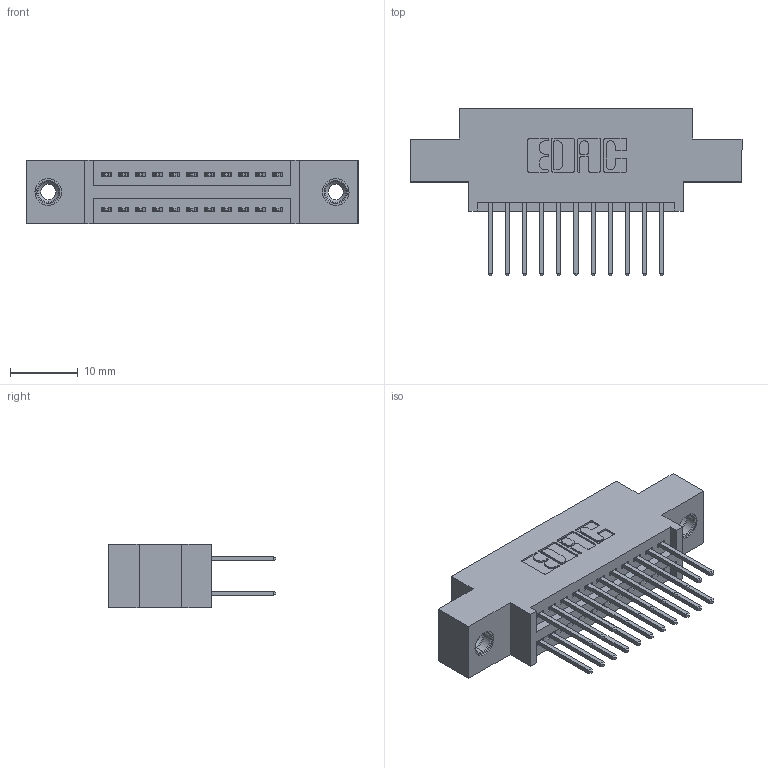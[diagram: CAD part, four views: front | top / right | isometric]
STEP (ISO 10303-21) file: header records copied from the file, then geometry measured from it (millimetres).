
FILE_DESCRIPTION (( 'STEP AP203' ), '1' );
FILE_NAME ('345-022-523-808.STEP', '2018-08-20T22:17:44', ( '' ), ( '' ), 'SwSTEP 2.0', 'SolidWorks 2016', '' );
FILE_SCHEMA (( 'CONFIG_CONTROL_DESIGN' ));
Length unit declared in the file: inch
Products named in the file (4): 345 Part_0.170 Offset - 0.156 Dia-TI; 345-292-001_345-293-123; 345-250-001_345-250-003-102; 345-022-523-808
Assembly tree (25 placements, depth 2):
  345-022-523-808
    345 Part_0.170 Offset - 0.156 Dia-TI
    345-292-001_345-293-123  x22
    345-250-001_345-250-003-102  x2
Bounding box: 49.15 x 24.82 x 9.4 mm (x, y, z)
Volume: 4411.8 mm3; surface area: 6280.2 mm2
Topology: 25 solids, 25 shells, 1290 faces, 3767 edges, 2474 vertices
Faces by surface type: plane 842, cylinder 432, cone 12, torus 4
Entity records: 14140 total; most frequent: CARTESIAN_POINT 2383, ORIENTED_EDGE 2310, DIRECTION 2165, EDGE_CURVE 1155, VECTOR 959, LINE 959, VERTEX_POINT 764, AXIS2_PLACEMENT_3D 603
